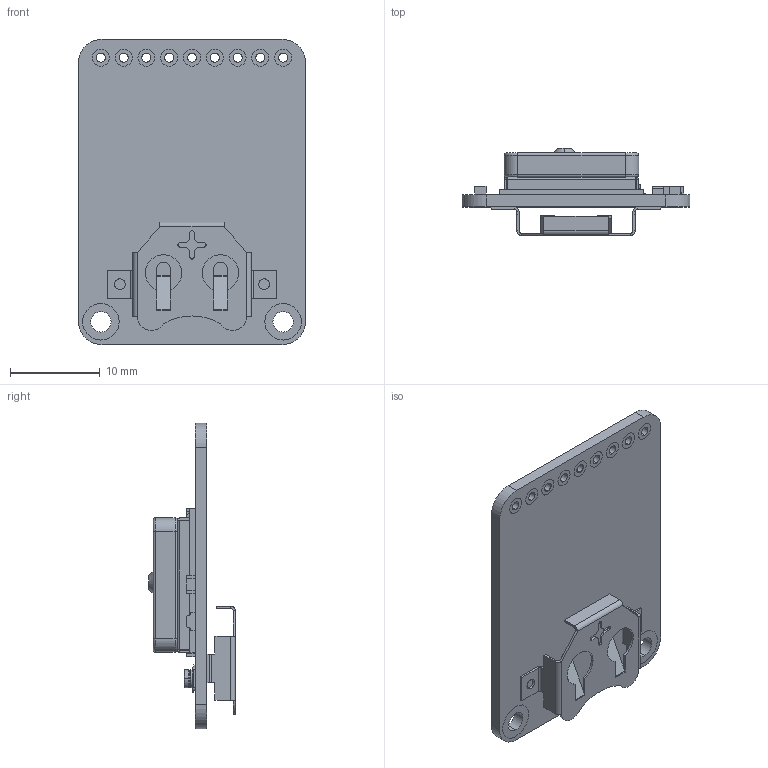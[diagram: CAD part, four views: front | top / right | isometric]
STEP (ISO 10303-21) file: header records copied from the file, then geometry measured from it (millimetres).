
FILE_DESCRIPTION (( 'STEP AP214' ), '1' );
FILE_NAME ('ADA746.STEP', '2024-01-31T04:34:47', ( '' ), ( '' ), 'SwSTEP 2.0', 'SolidWorks 2021', '' );
FILE_SCHEMA (( 'AUTOMOTIVE_DESIGN' ));
Length unit declared in the file: inch
Products named in the file (1): ADA746
Bounding box: 25.4 x 9.68 x 34.04 mm (x, y, z)
Volume: 1998.8 mm3; surface area: 4856.9 mm2
Topology: 52 solids, 52 shells, 627 faces, 1417 edges, 894 vertices
Faces by surface type: plane 426, cylinder 171, bspline 14, torus 8, cone 8
Entity records: 18294 total; most frequent: CARTESIAN_POINT 3367, DIRECTION 2953, ORIENTED_EDGE 2826, EDGE_CURVE 1413, LINE 1033, VECTOR 1033, AXIS2_PLACEMENT_3D 960, VERTEX_POINT 894
